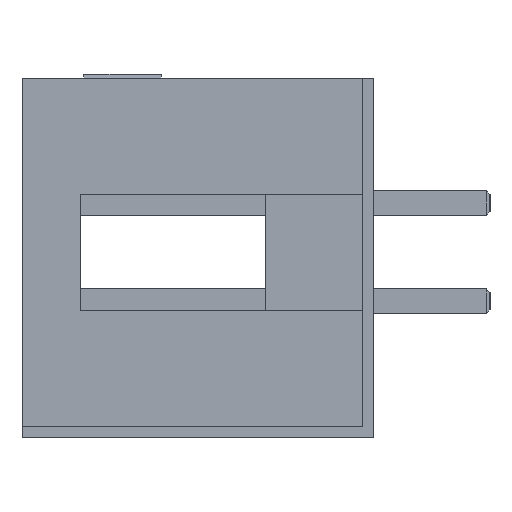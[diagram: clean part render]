
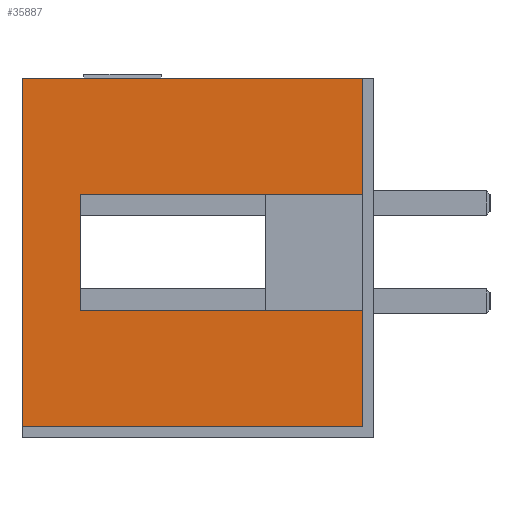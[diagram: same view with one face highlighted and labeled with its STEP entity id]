
A CAD part, left-side view. The second image highlights one B-rep face of the part: STEP entity #35887.
In plain terms, the highlighted planar face has unit normal (-1, 0, 0).
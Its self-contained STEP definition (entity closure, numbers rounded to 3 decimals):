
#212 = DIRECTION ( 'NONE',  ( -1., 0., 0. ) ) ;
#926 = EDGE_LOOP ( 'NONE', ( #9295, #40359, #3403, #38542, #20379, #2457, #2901, #37496 ) ) ;
#1665 = CARTESIAN_POINT ( 'NONE',  ( -44.44, 9.1, -4.5 ) ) ;
#1760 = LINE ( 'NONE', #30759, #13052 ) ;
#1930 = LINE ( 'NONE', #27137, #41902 ) ;
#2457 = ORIENTED_EDGE ( 'NONE', *, *, #12398, .F. ) ;
#2901 = ORIENTED_EDGE ( 'NONE', *, *, #46609, .T. ) ;
#2912 = EDGE_CURVE ( 'NONE', #16513, #30021, #37975, .T. ) ;
#3210 = VECTOR ( 'NONE', #15468, 1000. ) ;
#3231 = PLANE ( 'NONE',  #42203 ) ;
#3403 = ORIENTED_EDGE ( 'NONE', *, *, #30588, .T. ) ;
#3475 = FACE_OUTER_BOUND ( 'NONE', #926, .T. ) ;
#6429 = DIRECTION ( 'NONE',  ( 0., -1., 0. ) ) ;
#6450 = CARTESIAN_POINT ( 'NONE',  ( -44.44, 7.6, -1.5 ) ) ;
#6730 = CARTESIAN_POINT ( 'NONE',  ( -44.44, 9.1, 4.5 ) ) ;
#6776 = DIRECTION ( 'NONE',  ( 0., 0., 1. ) ) ;
#6967 = CARTESIAN_POINT ( 'NONE',  ( -44.44, 7.6, 0. ) ) ;
#7776 = VERTEX_POINT ( 'NONE', #37838 ) ;
#9215 = CARTESIAN_POINT ( 'NONE',  ( -44.44, 7.6, -1.5 ) ) ;
#9295 = ORIENTED_EDGE ( 'NONE', *, *, #23414, .F. ) ;
#12398 = EDGE_CURVE ( 'NONE', #31588, #13940, #21087, .T. ) ;
#13052 = VECTOR ( 'NONE', #13078, 1000. ) ;
#13078 = DIRECTION ( 'NONE',  ( 0., -1., 0. ) ) ;
#13940 = VERTEX_POINT ( 'NONE', #38607 ) ;
#14524 = VERTEX_POINT ( 'NONE', #43909 ) ;
#15468 = DIRECTION ( 'NONE',  ( 0., 0., -1. ) ) ;
#16513 = VERTEX_POINT ( 'NONE', #6450 ) ;
#16828 = CARTESIAN_POINT ( 'NONE',  ( -44.44, 9.1, -4.5 ) ) ;
#18485 = VECTOR ( 'NONE', #35488, 1000. ) ;
#18851 = VECTOR ( 'NONE', #30928, 1000. ) ;
#20379 = ORIENTED_EDGE ( 'NONE', *, *, #29657, .F. ) ;
#21087 = LINE ( 'NONE', #6730, #18485 ) ;
#21119 = LINE ( 'NONE', #36910, #3210 ) ;
#22369 = CARTESIAN_POINT ( 'NONE',  ( -44.44, 7.6, 1.5 ) ) ;
#22953 = VERTEX_POINT ( 'NONE', #22369 ) ;
#23414 = EDGE_CURVE ( 'NONE', #30021, #7776, #21119, .T. ) ;
#25326 = LINE ( 'NONE', #6967, #32267 ) ;
#27137 = CARTESIAN_POINT ( 'NONE',  ( -44.44, 0.3, 0. ) ) ;
#27762 = CARTESIAN_POINT ( 'NONE',  ( -44.44, 9.1, 4.5 ) ) ;
#29657 = EDGE_CURVE ( 'NONE', #13940, #14524, #1930, .T. ) ;
#29928 = CARTESIAN_POINT ( 'NONE',  ( -44.44, 9.1, 0. ) ) ;
#30021 = VERTEX_POINT ( 'NONE', #44529 ) ;
#30248 = DIRECTION ( 'NONE',  ( 0., 0., -1. ) ) ;
#30588 = EDGE_CURVE ( 'NONE', #16513, #22953, #25326, .T. ) ;
#30623 = LINE ( 'NONE', #29928, #36242 ) ;
#30759 = CARTESIAN_POINT ( 'NONE',  ( -44.44, 7.6, 1.5 ) ) ;
#30928 = DIRECTION ( 'NONE',  ( 0., -1., 0. ) ) ;
#31588 = VERTEX_POINT ( 'NONE', #27762 ) ;
#32267 = VECTOR ( 'NONE', #46326, 1000. ) ;
#34355 = VECTOR ( 'NONE', #6429, 1000. ) ;
#35488 = DIRECTION ( 'NONE',  ( 0., -1., 0. ) ) ;
#35887 = ADVANCED_FACE ( 'NONE', ( #3475 ), #3231, .T. ) ;
#36004 = CARTESIAN_POINT ( 'NONE',  ( -44.44, 9.1, 0. ) ) ;
#36242 = VECTOR ( 'NONE', #44264, 1000. ) ;
#36910 = CARTESIAN_POINT ( 'NONE',  ( -44.44, 0.3, 0. ) ) ;
#37281 = EDGE_CURVE ( 'NONE', #22953, #14524, #1760, .T. ) ;
#37496 = ORIENTED_EDGE ( 'NONE', *, *, #42968, .T. ) ;
#37838 = CARTESIAN_POINT ( 'NONE',  ( -44.44, 0.3, -4.5 ) ) ;
#37975 = LINE ( 'NONE', #9215, #18851 ) ;
#38542 = ORIENTED_EDGE ( 'NONE', *, *, #37281, .T. ) ;
#38607 = CARTESIAN_POINT ( 'NONE',  ( -44.44, 0.3, 4.5 ) ) ;
#40359 = ORIENTED_EDGE ( 'NONE', *, *, #2912, .F. ) ;
#41902 = VECTOR ( 'NONE', #30248, 1000. ) ;
#42026 = LINE ( 'NONE', #16828, #34355 ) ;
#42203 = AXIS2_PLACEMENT_3D ( 'NONE', #36004, #212, #6776 ) ;
#42968 = EDGE_CURVE ( 'NONE', #43497, #7776, #42026, .T. ) ;
#43497 = VERTEX_POINT ( 'NONE', #1665 ) ;
#43909 = CARTESIAN_POINT ( 'NONE',  ( -44.44, 0.3, 1.5 ) ) ;
#44264 = DIRECTION ( 'NONE',  ( 0., 0., -1. ) ) ;
#44529 = CARTESIAN_POINT ( 'NONE',  ( -44.44, 0.3, -1.5 ) ) ;
#46326 = DIRECTION ( 'NONE',  ( 0., 0., 1. ) ) ;
#46609 = EDGE_CURVE ( 'NONE', #31588, #43497, #30623, .T. ) ;
